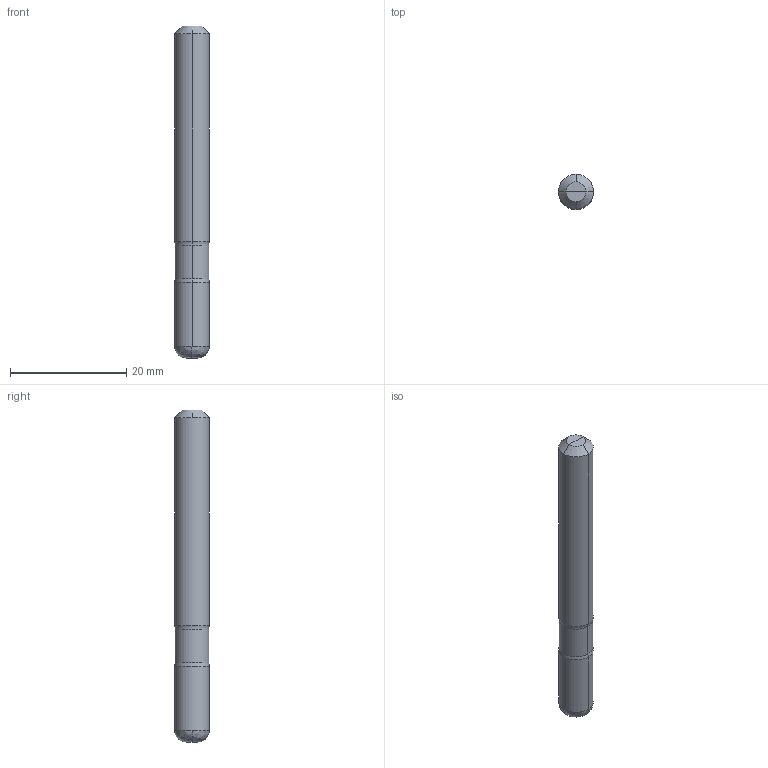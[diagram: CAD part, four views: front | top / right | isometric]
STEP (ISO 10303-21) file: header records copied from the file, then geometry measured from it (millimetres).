
FILE_DESCRIPTION((''),'2;1');
FILE_NAME('608039845-000_ASM','2024-05-16T13:40:36',('vigneshs'),(''),'CREO PARAMETRIC BY PTC INC, 2021184','CREO PARAMETRIC BY PTC INC, 2021184','');
FILE_SCHEMA(('AP242_MANAGED_MODEL_BASED_3D_ENGINEERING_MIM_LF { 1 0 10303 442 1 1 4 }'));
Length unit declared in the file: millimetre
Products named in the file (3): 608039845_1-000; 608039845_2-000; 608039845-000_ASM
Assembly tree (2 placements, depth 2):
  608039845-000_ASM
    608039845_1-000
    608039845_2-000
Bounding box: 6 x 6 x 57 mm (x, y, z)
Volume: 1572.2 mm3; surface area: 1724 mm2
Topology: 2 solids, 4 shells, 29 faces, 88 edges, 67 vertices
Faces by surface type: cylinder 9, plane 8, cone 6, torus 3, bspline 3
Entity records: 2210 total; most frequent: CARTESIAN_POINT 286, DIRECTION 253, PRESENTATION_STYLE_ASSIGNMENT 111, STYLED_ITEM 111, CURVE_STYLE 107, ORIENTED_EDGE 100, AXIS2_PLACEMENT_3D 97, PROPERTY_DEFINITION 95
